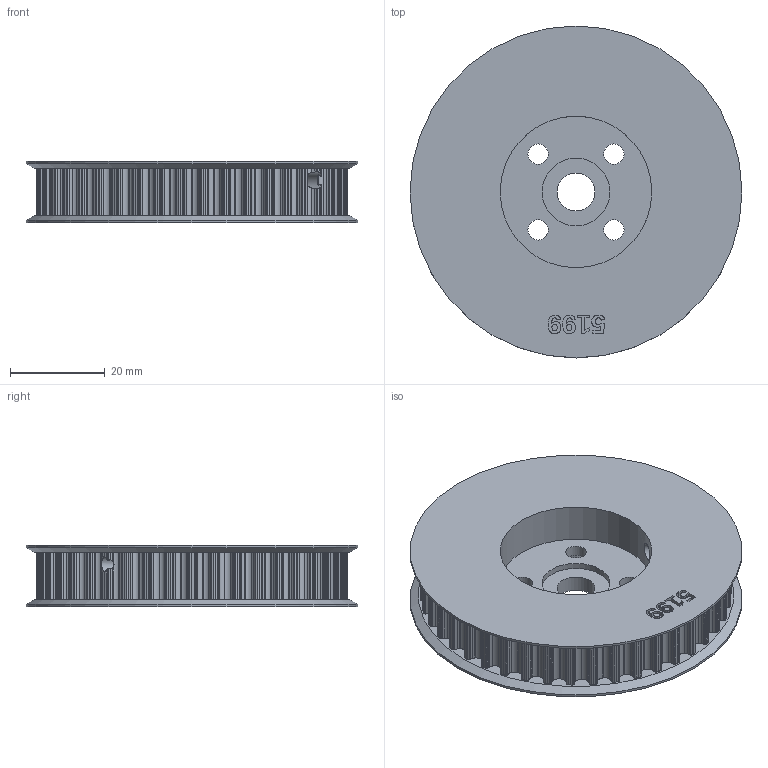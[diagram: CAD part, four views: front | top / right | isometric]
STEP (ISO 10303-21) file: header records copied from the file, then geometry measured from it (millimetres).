
FILE_DESCRIPTION(/* description */ (''),/* implementation_level */ '2;1');
FILE_NAME(/* name */ 'drivepulleyround.stp',/* time_stamp */ '2020-04-17T16:33:02-05:00',/* author */ ('xj82b'),/* organization */ (''),/* preprocessor_version */ 'ST-DEVELOPER v18',/* originating_system */ 'Autodesk Inventor 2020',/* authorisation */ ' ');
FILE_SCHEMA (('AUTOMOTIVE_DESIGN { 1 0 10303 214 3 1 1 }'));
Length unit declared in the file: metre
Products named in the file (1): drivepulleyround
Bounding box: 70.1 x 70.1 x 13 mm (x, y, z)
Volume: 34853.7 mm3; surface area: 13827.3 mm2
Topology: 1 solids, 1 shells, 851 faces, 2537 edges, 1696 vertices
Faces by surface type: cylinder 623, plane 162, bspline 60, cone 6
Full cylindrical faces by diameter (mm): 3.487 x2, 4.3 x4, 8 x1, 14.3 x1, 32 x1, 70.099 x2
Entity records: 29667 total; most frequent: CARTESIAN_POINT 5995, DIRECTION 5173, ORIENTED_EDGE 5074, EDGE_CURVE 2537, AXIS2_PLACEMENT_3D 2020, VERTEX_POINT 1696, CIRCLE 1220, LINE 1133
